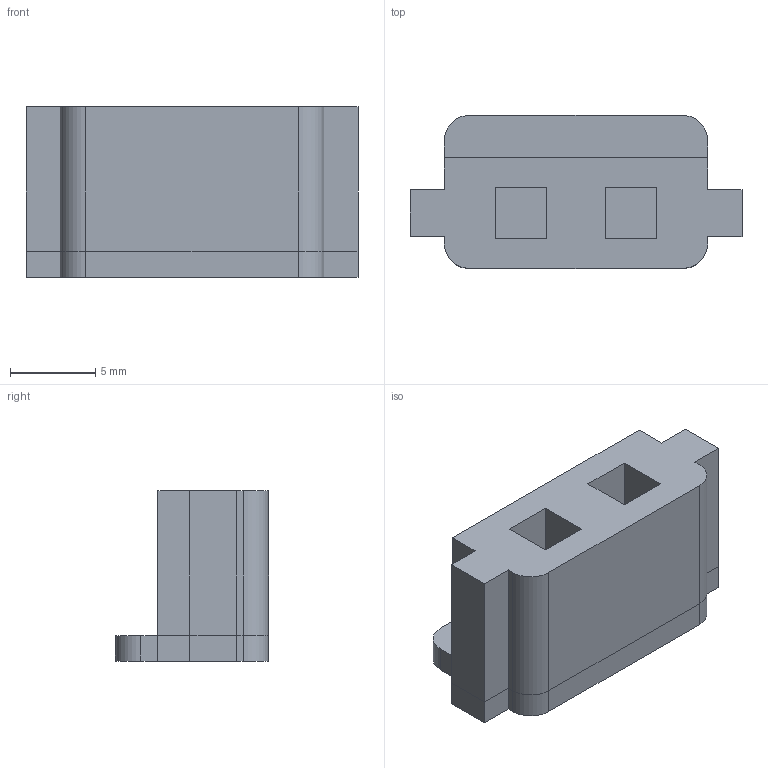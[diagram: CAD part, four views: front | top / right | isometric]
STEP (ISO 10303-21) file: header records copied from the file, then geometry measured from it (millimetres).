
FILE_DESCRIPTION(/* description */ (''),/* implementation_level */ '2;1');
FILE_NAME(/* name */ 'USB-Cover v3.step',/* time_stamp */ '2021-01-31T17:44:40+01:00',/* author */ (''),/* organization */ (''),/* preprocessor_version */ 'ST-DEVELOPER v18.1',/* originating_system */ 'Autodesk Translation Framework v9.7.1.1290',/* authorisation */ '');
FILE_SCHEMA (('AUTOMOTIVE_DESIGN { 1 0 10303 214 3 1 1 }'));
Length unit declared in the file: millimetre
Products named in the file (2): USB-Cover; USB-Cover_1
Assembly tree (1 placements, depth 2):
  USB-Cover
    USB-Cover_1
Bounding box: 19.5 x 9 x 10 mm (x, y, z)
Volume: 1196.1 mm3; surface area: 1549.5 mm2
Topology: 4 solids, 4 shells, 62 faces, 157 edges, 104 vertices
Faces by surface type: plane 53, cylinder 9
Entity records: 1899 total; most frequent: CARTESIAN_POINT 326, ORIENTED_EDGE 314, DIRECTION 303, EDGE_CURVE 157, LINE 141, VECTOR 141, VERTEX_POINT 104, AXIS2_PLACEMENT_3D 81
